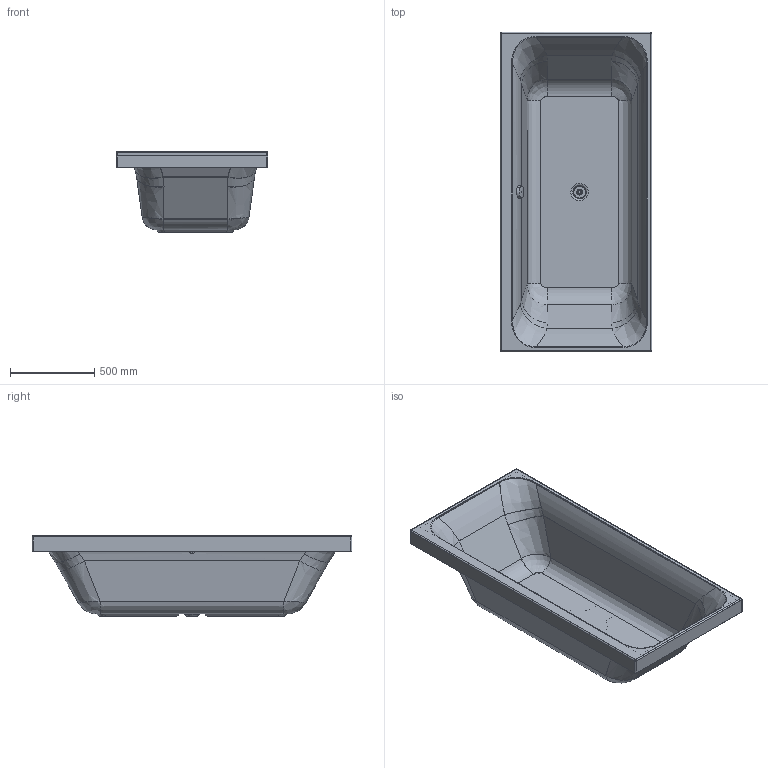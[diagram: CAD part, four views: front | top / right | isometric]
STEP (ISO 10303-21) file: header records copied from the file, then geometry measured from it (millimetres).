
FILE_DESCRIPTION((''),'2;1');
FILE_NAME('700315.stp','2013-06-03T14:02:57',('Administrator'),(''),'Autodesk Inventor 2011','Autodesk Inventor 2011','');
FILE_SCHEMA(('CONFIG_CONTROL_DESIGN'));
Length unit declared in the file: millimetre
Products named in the file (4): 700315; Stopfen; Verschluss_Ueberlauf
Assembly tree (3 placements, depth 2):
  700315
    700315
    Stopfen
    Verschluss_Ueberlauf
Bounding box: 900.25 x 1900.12 x 480 mm (x, y, z)
Volume: 26816004.2 mm3; surface area: 8488068.4 mm2
Topology: 6 solids, 6 shells, 323 faces, 818 edges, 491 vertices
Faces by surface type: plane 137, cylinder 85, bspline 72, sphere 11, cone 11, torus 7
Full cylindrical faces by diameter (mm): 9.2 x1, 13 x1, 14.5 x1, 24 x1, 29.2 x1, 32 x2, 52 x1, 72 x1
Entity records: 22955 total; most frequent: CARTESIAN_POINT 15278, ORIENTED_EDGE 1554, DIRECTION 1391, EDGE_CURVE 777, AXIS2_PLACEMENT_3D 511, VERTEX_POINT 477, VECTOR 369, LINE 369
